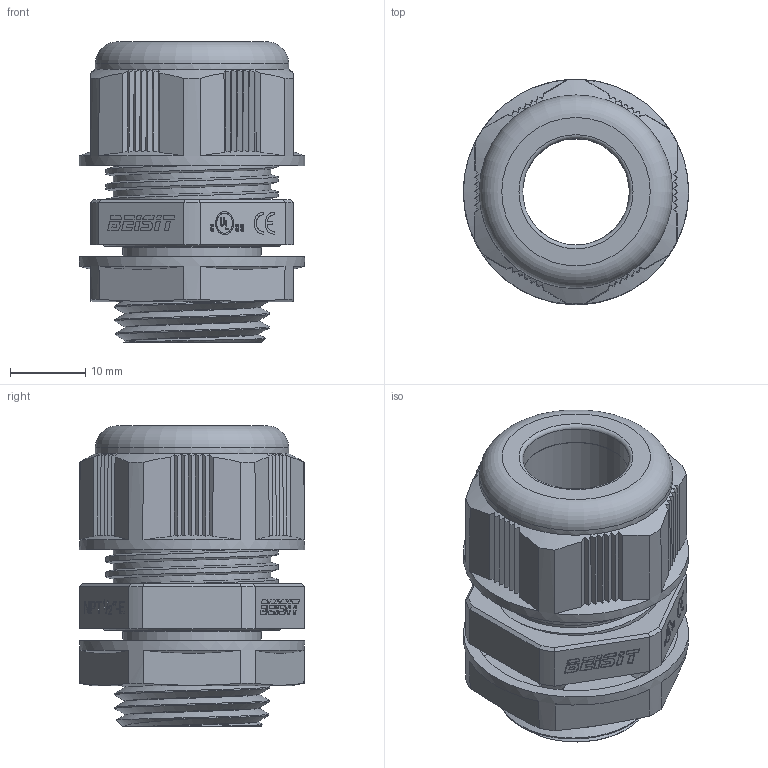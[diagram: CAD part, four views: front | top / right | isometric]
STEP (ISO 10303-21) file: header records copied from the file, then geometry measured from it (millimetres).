
FILE_DESCRIPTION(/* description */ (''),/* implementation_level */ '2;1');
FILE_NAME(/* name */ 'N1214.stp',/* time_stamp */ '2022-06-13T10:53:57+08:00',/* author */ (''),/* organization */ (''),/* preprocessor_version */ 'ST-DEVELOPER v11',/* originating_system */ 'SIEMENS PLM Software NX 7.5',/* authorisation */ '');
FILE_SCHEMA (('CONFIG_CONTROL_DESIGN'));
Length unit declared in the file: millimetre
Products named in the file (1): fang2164ean6
Bounding box: 30 x 30 x 40 mm (x, y, z)
Volume: 14406.4 mm3; surface area: 8174.2 mm2
Topology: 1 solids, 1 shells, 625 faces, 1640 edges, 1090 vertices
Faces by surface type: plane 412, cylinder 113, cone 42, extrusion 42, bspline 9, torus 5, sphere 2
Full cylindrical faces by diameter (mm): 14.2 x1, 14.3 x1, 27 x1, 28 x1
Entity records: 24004 total; most frequent: CARTESIAN_POINT 9248, ORIENTED_EDGE 3204, DIRECTION 2671, EDGE_CURVE 1602, VERTEX_POINT 1073, AXIS2_PLACEMENT_3D 891, VECTOR 889, LINE 847
